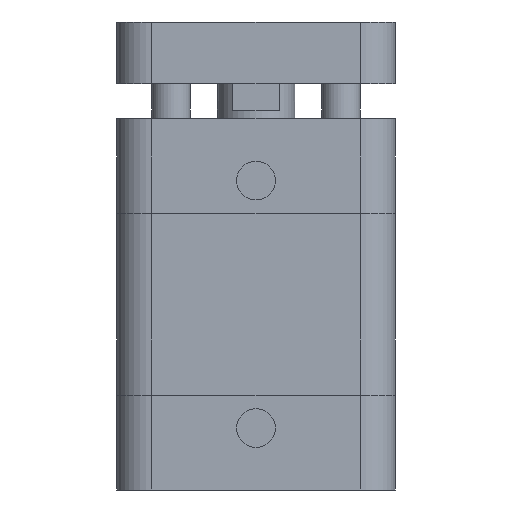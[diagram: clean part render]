
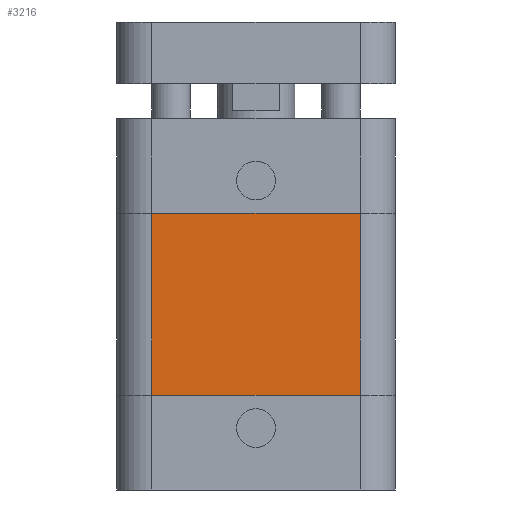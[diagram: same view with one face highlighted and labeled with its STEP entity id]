
A CAD part, left-side view. The second image highlights one B-rep face of the part: STEP entity #3216.
In plain terms, the highlighted planar face has unit normal (-1, 0, 0).
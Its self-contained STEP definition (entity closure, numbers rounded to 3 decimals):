
#218=LINE('',#4961,#578);
#219=LINE('',#4965,#579);
#220=LINE('',#4967,#580);
#221=LINE('',#4968,#581);
#578=VECTOR('',#4059,23.5);
#579=VECTOR('',#4064,27.);
#580=VECTOR('',#4065,23.5);
#581=VECTOR('',#4066,27.);
#820=PLANE('',#3451);
#1041=FACE_OUTER_BOUND('',#1251,.T.);
#1251=EDGE_LOOP('',(#2670,#2671,#2672,#2673));
#1609=VERTEX_POINT('',#4958);
#1610=VERTEX_POINT('',#4960);
#1611=VERTEX_POINT('',#4964);
#1612=VERTEX_POINT('',#4966);
#1991=EDGE_CURVE('',#1609,#1610,#218,.T.);
#1993=EDGE_CURVE('',#1611,#1609,#219,.T.);
#1994=EDGE_CURVE('',#1611,#1612,#220,.T.);
#1995=EDGE_CURVE('',#1612,#1610,#221,.T.);
#2670=ORIENTED_EDGE('',*,*,#1993,.F.);
#2671=ORIENTED_EDGE('',*,*,#1994,.T.);
#2672=ORIENTED_EDGE('',*,*,#1995,.T.);
#2673=ORIENTED_EDGE('',*,*,#1991,.F.);
#3216=ADVANCED_FACE('',(#1041),#820,.F.);
#3451=AXIS2_PLACEMENT_3D('',#4963,#4062,#4063);
#4059=DIRECTION('',(0.,0.,-1.));
#4062=DIRECTION('center_axis',(1.,0.,0.));
#4063=DIRECTION('ref_axis',(0.,1.,0.));
#4064=DIRECTION('',(0.,-1.,0.));
#4065=DIRECTION('',(0.,0.,-1.));
#4066=DIRECTION('',(0.,-1.,0.));
#4958=CARTESIAN_POINT('',(-18.,-13.5,18.627));
#4960=CARTESIAN_POINT('',(-18.,-13.5,-4.873));
#4961=CARTESIAN_POINT('',(-18.,-13.5,69.539));
#4963=CARTESIAN_POINT('Origin',(-18.,13.5,69.539));
#4964=CARTESIAN_POINT('',(-18.,13.5,18.627));
#4965=CARTESIAN_POINT('',(-18.,13.5,18.627));
#4966=CARTESIAN_POINT('',(-18.,13.5,-4.873));
#4967=CARTESIAN_POINT('',(-18.,13.5,69.539));
#4968=CARTESIAN_POINT('',(-18.,13.5,-4.873));
